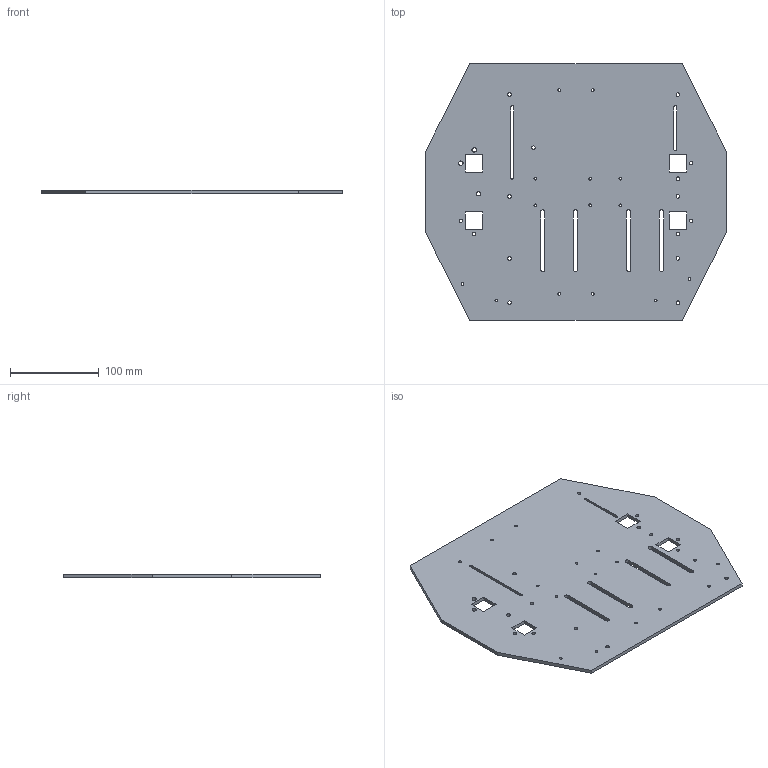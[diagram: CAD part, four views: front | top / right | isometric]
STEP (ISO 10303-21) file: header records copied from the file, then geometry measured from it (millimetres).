
FILE_DESCRIPTION((''),'2;1');
FILE_NAME('ETAGE','2012-03-29T',('Haytham'),(''),'PRO/ENGINEER BY PARAMETRIC TECHNOLOGY CORPORATION, 2009141','PRO/ENGINEER BY PARAMETRIC TECHNOLOGY CORPORATION, 2009141','');
FILE_SCHEMA(('CONFIG_CONTROL_DESIGN'));
Length unit declared in the file: millimetre
Products named in the file (1): ETAGE
Bounding box: 340 x 290 x 4 mm (x, y, z)
Volume: 339507.8 mm3; surface area: 180363.8 mm2
Topology: 1 solids, 1 shells, 114 faces, 336 edges, 224 vertices
Faces by surface type: cylinder 76, plane 38
Entity records: 4078 total; most frequent: DIRECTION 716, CARTESIAN_POINT 674, ORIENTED_EDGE 672, EDGE_CURVE 336, AXIS2_PLACEMENT_3D 266, VERTEX_POINT 224, EDGE_LOOP 198, VECTOR 184
